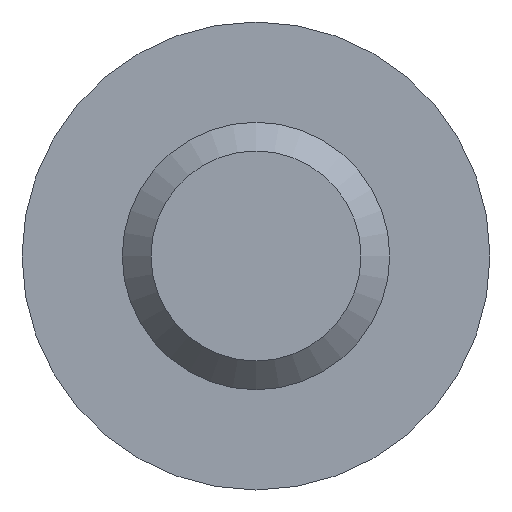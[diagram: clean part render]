
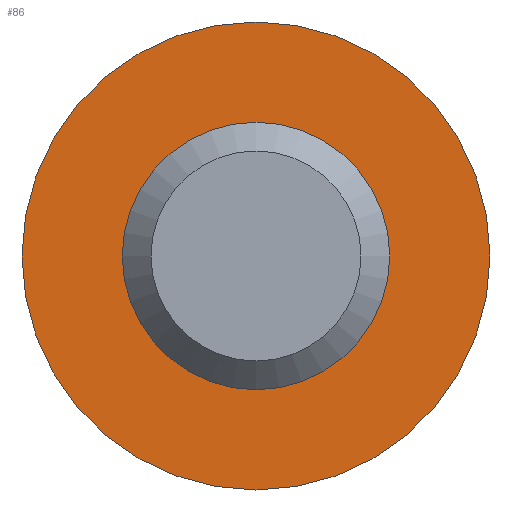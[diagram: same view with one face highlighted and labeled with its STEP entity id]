
A CAD part, front view. The second image highlights one B-rep face of the part: STEP entity #86.
In plain terms, the highlighted planar face has unit normal (0, -1, 0).
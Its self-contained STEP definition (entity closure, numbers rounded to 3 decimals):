
#86 = ADVANCED_FACE( '', ( #115, #116 ), #117, .F. );
#115 = FACE_BOUND( '', #149, .T. );
#116 = FACE_OUTER_BOUND( '', #150, .T. );
#117 = PLANE( '', #151 );
#149 = EDGE_LOOP( '', ( #233 ) );
#150 = EDGE_LOOP( '', ( #234 ) );
#151 = AXIS2_PLACEMENT_3D( '', #235, #236, #237 );
#233 = ORIENTED_EDGE( '', *, *, #269, .F. );
#234 = ORIENTED_EDGE( '', *, *, #270, .T. );
#235 = CARTESIAN_POINT( '', ( 3.5, 12., 0. ) );
#236 = DIRECTION( '', ( 0., 1., 0. ) );
#237 = DIRECTION( '', ( -1., 0., 0. ) );
#269 = EDGE_CURVE( '', #308, #308, #309, .T. );
#270 = EDGE_CURVE( '', #310, #310, #311, .T. );
#308 = VERTEX_POINT( '', #368 );
#309 = CIRCLE( '', #369, 2. );
#310 = VERTEX_POINT( '', #370 );
#311 = CIRCLE( '', #371, 3.5 );
#368 = CARTESIAN_POINT( '', ( 2., 12., 0. ) );
#369 = AXIS2_PLACEMENT_3D( '', #401, #402, #403 );
#370 = CARTESIAN_POINT( '', ( 3.5, 12., 0. ) );
#371 = AXIS2_PLACEMENT_3D( '', #404, #405, #406 );
#401 = CARTESIAN_POINT( '', ( 0., 12., 0. ) );
#402 = DIRECTION( '', ( 0., -1., 0. ) );
#403 = DIRECTION( '', ( 1., 0., 0. ) );
#404 = CARTESIAN_POINT( '', ( 0., 12., 0. ) );
#405 = DIRECTION( '', ( 0., -1., 0. ) );
#406 = DIRECTION( '', ( 1., 0., 0. ) );
